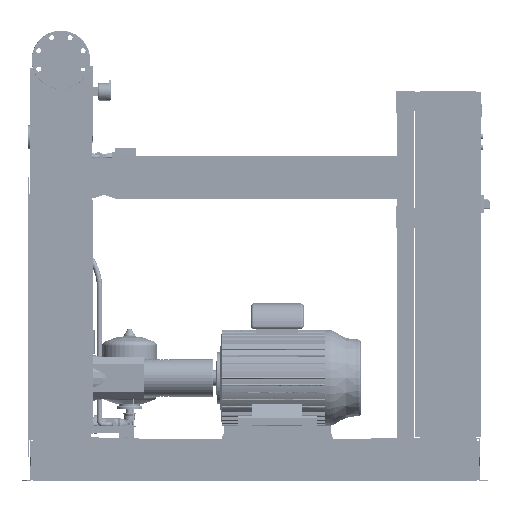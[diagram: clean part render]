
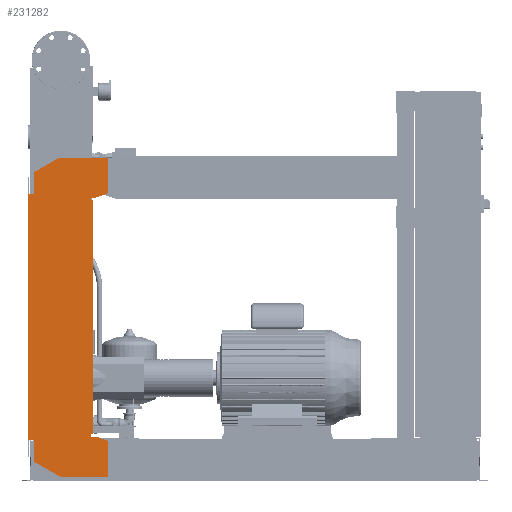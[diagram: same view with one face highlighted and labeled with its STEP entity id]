
A CAD part, front view. The second image highlights one B-rep face of the part: STEP entity #231282.
In plain terms, the highlighted free-form (B-spline) face has degree [1, 1] with [2, 2] control points.
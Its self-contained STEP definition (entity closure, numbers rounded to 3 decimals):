
#230767=CARTESIAN_POINT('',(-102.0,-565.5,1076.0));
#230768=VERTEX_POINT('',#230767);
#230775=CARTESIAN_POINT('',(-102.0,-565.5,1158.574));
#230776=VERTEX_POINT('',#230775);
#230777=CARTESIAN_POINT('',(-102.0,-565.5,1076.0));
#230778=DIRECTION('',(0.0,0.0,1.0));
#230779=VECTOR('',#230778,82.574);
#230780=LINE('',#230777,#230779);
#230781=EDGE_CURVE('',#230768,#230776,#230780,.T.);
#230799=CARTESIAN_POINT('',(-6.,-565.5,1214.0));
#230800=VERTEX_POINT('',#230799);
#230801=CARTESIAN_POINT('',(-102.0,-565.5,1158.574));
#230802=DIRECTION('',(0.866,0.0,0.5));
#230803=VECTOR('',#230802,110.851);
#230804=LINE('',#230801,#230803);
#230805=EDGE_CURVE('',#230776,#230800,#230804,.T.);
#230823=CARTESIAN_POINT('',(177.0,-565.5,1214.0));
#230824=VERTEX_POINT('',#230823);
#230825=CARTESIAN_POINT('',(-6.,-565.5,1214.0));
#230826=DIRECTION('',(1.0,0.0,0.0));
#230827=VECTOR('',#230826,183.0);
#230828=LINE('',#230825,#230827);
#230829=EDGE_CURVE('',#230800,#230824,#230828,.T.);
#230847=CARTESIAN_POINT('',(177.0,-565.5,1080.379));
#230848=VERTEX_POINT('',#230847);
#230849=CARTESIAN_POINT('',(177.0,-565.5,1214.0));
#230850=DIRECTION('',(0.0,0.0,-1.0));
#230851=VECTOR('',#230850,133.621);
#230852=LINE('',#230849,#230851);
#230853=EDGE_CURVE('',#230824,#230848,#230852,.T.);
#230871=CARTESIAN_POINT('',(132.,-565.5,1064.0));
#230872=VERTEX_POINT('',#230871);
#230873=CARTESIAN_POINT('',(177.0,-565.5,1080.379));
#230874=DIRECTION('',(-0.94,0.0,-0.342));
#230875=VECTOR('',#230874,47.888);
#230876=LINE('',#230873,#230875);
#230877=EDGE_CURVE('',#230848,#230872,#230876,.T.);
#230895=CARTESIAN_POINT('',(112.0,-565.5,1064.0));
#230896=VERTEX_POINT('',#230895);
#230897=CARTESIAN_POINT('',(132.,-565.5,1064.0));
#230898=DIRECTION('',(-1.0,0.0,0.0));
#230899=VECTOR('',#230898,20.);
#230900=LINE('',#230897,#230899);
#230901=EDGE_CURVE('',#230872,#230896,#230900,.T.);
#230919=CARTESIAN_POINT('',(112.0,-565.5,1056.0));
#230920=VERTEX_POINT('',#230919);
#230921=CARTESIAN_POINT('',(112.0,-565.5,1064.0));
#230922=DIRECTION('',(0.0,0.0,-1.0));
#230923=VECTOR('',#230922,8.0);
#230924=LINE('',#230921,#230923);
#230925=EDGE_CURVE('',#230896,#230920,#230924,.T.);
#230943=CARTESIAN_POINT('',(120.,-565.5,1056.0));
#230944=VERTEX_POINT('',#230943);
#230945=CARTESIAN_POINT('',(112.0,-565.5,1056.0));
#230946=DIRECTION('',(1.0,0.0,0.0));
#230947=VECTOR('',#230946,8.);
#230948=LINE('',#230945,#230947);
#230949=EDGE_CURVE('',#230920,#230944,#230948,.T.);
#230967=CARTESIAN_POINT('',(120.,-565.5,176.));
#230968=VERTEX_POINT('',#230967);
#230979=CARTESIAN_POINT('',(120.,-565.5,1056.0));
#230980=DIRECTION('',(0.0,0.0,-1.0));
#230981=VECTOR('',#230980,880.);
#230982=LINE('',#230979,#230981);
#230983=EDGE_CURVE('',#230944,#230968,#230982,.T.);
#230997=CARTESIAN_POINT('',(112.,-565.5,176.));
#230998=VERTEX_POINT('',#230997);
#230999=CARTESIAN_POINT('',(120.,-565.5,176.));
#231000=DIRECTION('',(-1.0,0.0,0.0));
#231001=VECTOR('',#231000,8.);
#231002=LINE('',#230999,#231001);
#231003=EDGE_CURVE('',#230968,#230998,#231002,.T.);
#231021=CARTESIAN_POINT('',(112.,-565.5,168.));
#231022=VERTEX_POINT('',#231021);
#231023=CARTESIAN_POINT('',(112.,-565.5,176.));
#231024=DIRECTION('',(0.0,0.0,-1.0));
#231025=VECTOR('',#231024,8.0);
#231026=LINE('',#231023,#231025);
#231027=EDGE_CURVE('',#230998,#231022,#231026,.T.);
#231045=CARTESIAN_POINT('',(132.,-565.5,168.));
#231046=VERTEX_POINT('',#231045);
#231047=CARTESIAN_POINT('',(112.,-565.5,168.));
#231048=DIRECTION('',(1.0,0.0,0.0));
#231049=VECTOR('',#231048,20.0);
#231050=LINE('',#231047,#231049);
#231051=EDGE_CURVE('',#231022,#231046,#231050,.T.);
#231069=CARTESIAN_POINT('',(177.,-565.5,151.621));
#231070=VERTEX_POINT('',#231069);
#231071=CARTESIAN_POINT('',(132.,-565.5,168.));
#231072=DIRECTION('',(0.94,0.0,-0.342));
#231073=VECTOR('',#231072,47.888);
#231074=LINE('',#231071,#231073);
#231075=EDGE_CURVE('',#231046,#231070,#231074,.T.);
#231093=CARTESIAN_POINT('',(177.,-565.5,18.0));
#231094=VERTEX_POINT('',#231093);
#231095=CARTESIAN_POINT('',(177.,-565.5,151.621));
#231096=DIRECTION('',(0.0,0.0,-1.0));
#231097=VECTOR('',#231096,133.621);
#231098=LINE('',#231095,#231097);
#231099=EDGE_CURVE('',#231070,#231094,#231098,.T.);
#231117=CARTESIAN_POINT('',(-4.,-565.5,18.0));
#231118=VERTEX_POINT('',#231117);
#231119=CARTESIAN_POINT('',(177.,-565.5,18.0));
#231120=DIRECTION('',(-1.0,0.0,0.0));
#231121=VECTOR('',#231120,181.);
#231122=LINE('',#231119,#231121);
#231123=EDGE_CURVE('',#231094,#231118,#231122,.T.);
#231141=CARTESIAN_POINT('',(-102.,-565.5,74.58));
#231142=VERTEX_POINT('',#231141);
#231143=CARTESIAN_POINT('',(-4.,-565.5,18.0));
#231144=DIRECTION('',(-0.866,0.0,0.5));
#231145=VECTOR('',#231144,113.161);
#231146=LINE('',#231143,#231145);
#231147=EDGE_CURVE('',#231118,#231142,#231146,.T.);
#231165=CARTESIAN_POINT('',(-102.,-565.5,156.0));
#231166=VERTEX_POINT('',#231165);
#231167=CARTESIAN_POINT('',(-102.,-565.5,74.58));
#231168=DIRECTION('',(0.0,0.0,1.0));
#231169=VECTOR('',#231168,81.42);
#231170=LINE('',#231167,#231169);
#231171=EDGE_CURVE('',#231142,#231166,#231170,.T.);
#231189=CARTESIAN_POINT('',(-122.,-565.5,156.0));
#231190=VERTEX_POINT('',#231189);
#231191=CARTESIAN_POINT('',(-102.,-565.5,156.0));
#231192=DIRECTION('',(-1.0,0.0,0.0));
#231193=VECTOR('',#231192,20.0);
#231194=LINE('',#231191,#231193);
#231195=EDGE_CURVE('',#231166,#231190,#231194,.T.);
#231213=CARTESIAN_POINT('',(-122.0,-565.5,1076.0));
#231214=VERTEX_POINT('',#231213);
#231227=CARTESIAN_POINT('',(-122.,-565.5,156.0));
#231228=DIRECTION('',(0.0,0.0,1.0));
#231229=VECTOR('',#231228,920.0);
#231230=LINE('',#231227,#231229);
#231231=EDGE_CURVE('',#231190,#231214,#231230,.T.);
#231245=CARTESIAN_POINT('',(-122.0,-565.5,1076.0));
#231246=DIRECTION('',(1.0,0.0,0.0));
#231247=VECTOR('',#231246,20.0);
#231248=LINE('',#231245,#231247);
#231249=EDGE_CURVE('',#231214,#230768,#231248,.T.);
#231255=CARTESIAN_POINT('',(-122.,-565.5,18.0));
#231256=CARTESIAN_POINT('',(177.0,-565.5,18.0));
#231257=CARTESIAN_POINT('',(-122.,-565.5,1214.0));
#231258=CARTESIAN_POINT('',(177.0,-565.5,1214.0));
#231259=B_SPLINE_SURFACE_WITH_KNOTS('',1,1,((#231255,#231257),(#231256,#231258)),.UNSPECIFIED.,.F.,.F.,.U.,(2,2),(2,2),(0.0,299.),(0.0,1196.0),.UNSPECIFIED.);
#231260=ORIENTED_EDGE('',*,*,#231249,.F.);
#231261=ORIENTED_EDGE('',*,*,#231231,.F.);
#231262=ORIENTED_EDGE('',*,*,#231195,.F.);
#231263=ORIENTED_EDGE('',*,*,#231171,.F.);
#231264=ORIENTED_EDGE('',*,*,#231147,.F.);
#231265=ORIENTED_EDGE('',*,*,#231123,.F.);
#231266=ORIENTED_EDGE('',*,*,#231099,.F.);
#231267=ORIENTED_EDGE('',*,*,#231075,.F.);
#231268=ORIENTED_EDGE('',*,*,#231051,.F.);
#231269=ORIENTED_EDGE('',*,*,#231027,.F.);
#231270=ORIENTED_EDGE('',*,*,#231003,.F.);
#231271=ORIENTED_EDGE('',*,*,#230983,.F.);
#231272=ORIENTED_EDGE('',*,*,#230949,.F.);
#231273=ORIENTED_EDGE('',*,*,#230925,.F.);
#231274=ORIENTED_EDGE('',*,*,#230901,.F.);
#231275=ORIENTED_EDGE('',*,*,#230877,.F.);
#231276=ORIENTED_EDGE('',*,*,#230853,.F.);
#231277=ORIENTED_EDGE('',*,*,#230829,.F.);
#231278=ORIENTED_EDGE('',*,*,#230805,.F.);
#231279=ORIENTED_EDGE('',*,*,#230781,.F.);
#231280=EDGE_LOOP('',(#231260,#231261,#231262,#231263,#231264,#231265,#231266,#231267,#231268,#231269,#231270,#231271,#231272,#231273,#231274,#231275,#231276,#231277,#231278,#231279));
#231281=FACE_OUTER_BOUND('',#231280,.T.);
#231282=ADVANCED_FACE('',(#231281),#231259,.T.);
